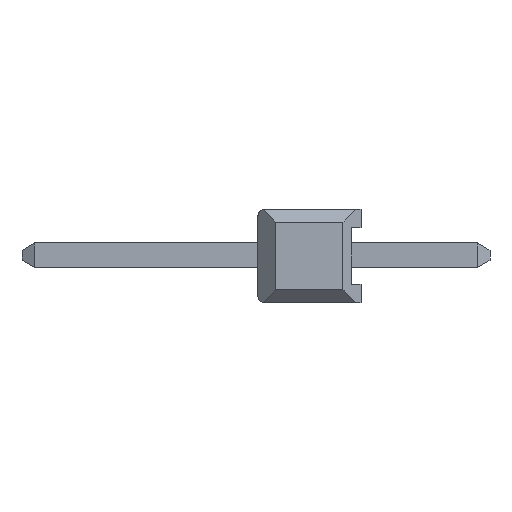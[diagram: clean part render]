
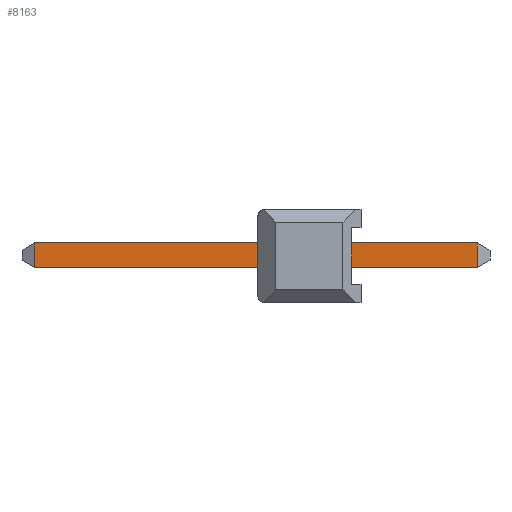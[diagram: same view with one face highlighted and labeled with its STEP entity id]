
A CAD part, left-side view. The second image highlights one B-rep face of the part: STEP entity #8163.
In plain terms, the highlighted planar face has unit normal (-1, 0, 0).
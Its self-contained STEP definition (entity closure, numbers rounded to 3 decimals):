
#409 = CARTESIAN_POINT ( 'NONE',  ( -0.335, 12.354, -0.335 ) ) ;
#463 = VECTOR ( 'NONE', #658, 1000. ) ;
#614 = FACE_OUTER_BOUND ( 'NONE', #8861, .T. ) ;
#658 = DIRECTION ( 'NONE',  ( 0., 0., -1. ) ) ;
#759 = CARTESIAN_POINT ( 'NONE',  ( -0.335, 0.346, 0.335 ) ) ;
#1015 = VECTOR ( 'NONE', #6039, 1000. ) ;
#1055 = DIRECTION ( 'NONE',  ( 0., -1., 0. ) ) ;
#1454 = PLANE ( 'NONE',  #7248 ) ;
#2133 = DIRECTION ( 'NONE',  ( 0., 1., 0. ) ) ;
#2348 = VERTEX_POINT ( 'NONE', #4208 ) ;
#2418 = ORIENTED_EDGE ( 'NONE', *, *, #6870, .T. ) ;
#2513 = ORIENTED_EDGE ( 'NONE', *, *, #5101, .F. ) ;
#2636 = LINE ( 'NONE', #4169, #463 ) ;
#3896 = EDGE_CURVE ( 'NONE', #2348, #7878, #6717, .T. ) ;
#4074 = CARTESIAN_POINT ( 'NONE',  ( -0.335, 0.346, -0.335 ) ) ;
#4169 = CARTESIAN_POINT ( 'NONE',  ( -0.335, 0.346, -0.335 ) ) ;
#4208 = CARTESIAN_POINT ( 'NONE',  ( -0.335, 12.354, -0.335 ) ) ;
#4306 = DIRECTION ( 'NONE',  ( 0., 0., -1. ) ) ;
#4759 = CARTESIAN_POINT ( 'NONE',  ( -0.335, 12.7, 0.335 ) ) ;
#5101 = EDGE_CURVE ( 'NONE', #8579, #7524, #2636, .T. ) ;
#6001 = LINE ( 'NONE', #8768, #8829 ) ;
#6039 = DIRECTION ( 'NONE',  ( 0., 0., 1. ) ) ;
#6717 = LINE ( 'NONE', #409, #1015 ) ;
#6870 = EDGE_CURVE ( 'NONE', #2348, #7524, #6001, .T. ) ;
#6991 = EDGE_CURVE ( 'NONE', #8579, #7878, #7532, .T. ) ;
#7239 = ORIENTED_EDGE ( 'NONE', *, *, #6991, .T. ) ;
#7248 = AXIS2_PLACEMENT_3D ( 'NONE', #9067, #7767, #4306 ) ;
#7524 = VERTEX_POINT ( 'NONE', #4074 ) ;
#7532 = LINE ( 'NONE', #4759, #8985 ) ;
#7767 = DIRECTION ( 'NONE',  ( 1., 0., 0. ) ) ;
#7878 = VERTEX_POINT ( 'NONE', #7925 ) ;
#7925 = CARTESIAN_POINT ( 'NONE',  ( -0.335, 12.354, 0.335 ) ) ;
#8163 = ADVANCED_FACE ( 'NONE', ( #614 ), #1454, .F. ) ;
#8372 = ORIENTED_EDGE ( 'NONE', *, *, #3896, .F. ) ;
#8579 = VERTEX_POINT ( 'NONE', #759 ) ;
#8768 = CARTESIAN_POINT ( 'NONE',  ( -0.335, 12.7, -0.335 ) ) ;
#8829 = VECTOR ( 'NONE', #1055, 1000. ) ;
#8861 = EDGE_LOOP ( 'NONE', ( #2513, #7239, #8372, #2418 ) ) ;
#8985 = VECTOR ( 'NONE', #2133, 1000. ) ;
#9067 = CARTESIAN_POINT ( 'NONE',  ( -0.335, 12.7, -0.335 ) ) ;
